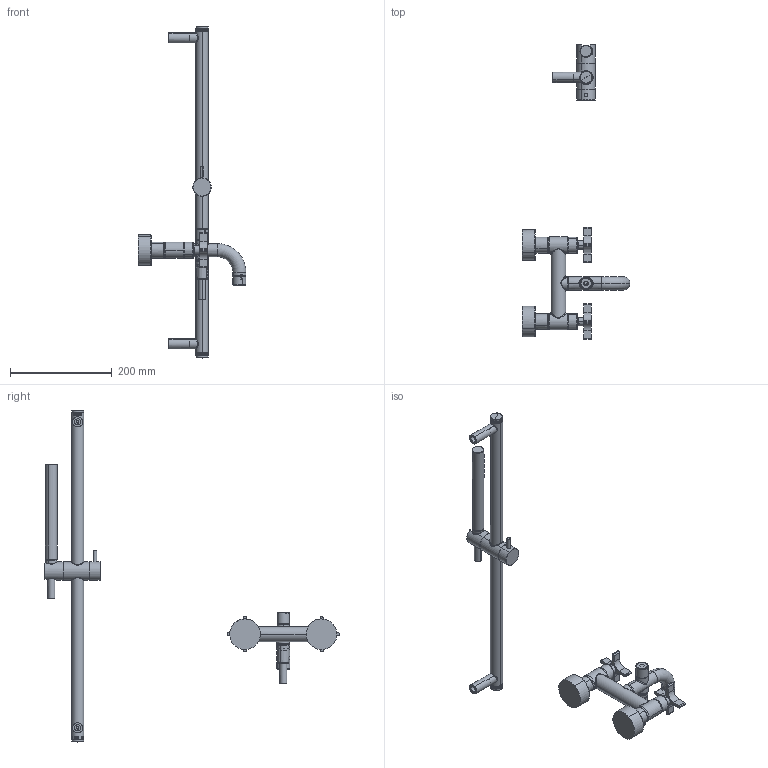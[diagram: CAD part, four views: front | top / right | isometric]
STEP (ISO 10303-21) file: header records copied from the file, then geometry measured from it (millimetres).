
FILE_DESCRIPTION(('CATIA V5 STEP Exchange','CAx-IF Rec.Pracs.--- Model Styling and Organization---1.5--- 2016-08-15','CAx-IF Rec.Pracs.---Supplemental Geometry---1.0---2011-11-01','CAx-IF Rec.Pracs.--- Composite Materials ---3.4---2017-06-13','CAx-IF Rec.Pracs.---Tessellated 3D Geometry---1.0---2015-12-17'),'2;1');
FILE_NAME('GS000060.stp','2023-02-03T13:51:57+00:00',('none'),('none'),'CATIA Version 5-6 Release 2020 SP2','CATIA V5 STEP AP242 v2','none');
FILE_SCHEMA(('AP242_MANAGED_MODEL_BASED_3D_ENGINEERING_MIM_LF {1 0 10303 442 1 1 4}'));
Length unit declared in the file: millimetre
Products named in the file (1): Product1_AllCATPart
Bounding box: 211.5 x 577.59 x 651 mm (x, y, z)
Volume: 684846 mm3; surface area: 266689.6 mm2
Topology: 15 solids, 29 shells, 2040 faces, 5816 edges, 3829 vertices
Faces by surface type: cylinder 905, plane 618, cone 196, extrusion 164, torus 117, bspline 28, sphere 12
Entity records: 75369 total; most frequent: CARTESIAN_POINT 28658, ORIENTED_EDGE 11588, DIRECTION 6242, EDGE_CURVE 5794, VERTEX_POINT 3829, AXIS2_PLACEMENT_3D 2898, VECTOR 2412, LINE 2248
